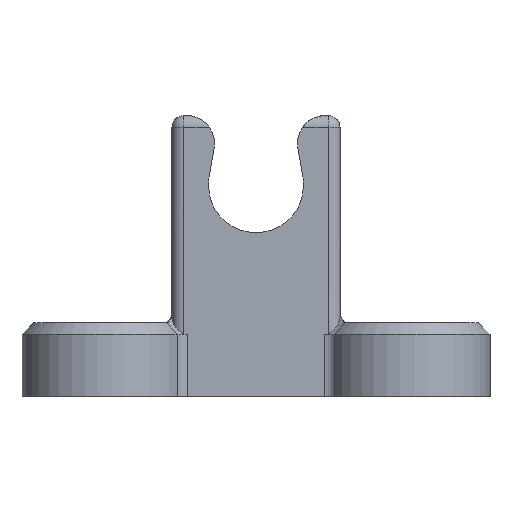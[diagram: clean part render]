
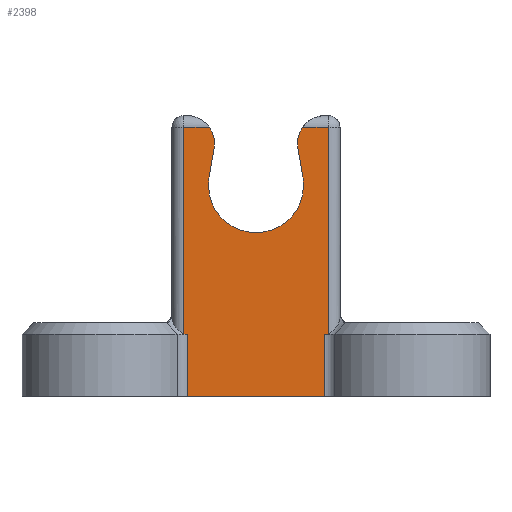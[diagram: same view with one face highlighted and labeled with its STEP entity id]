
A CAD part, left-side view. The second image highlights one B-rep face of the part: STEP entity #2398.
In plain terms, the highlighted planar face has unit normal (-1, 0, 0).
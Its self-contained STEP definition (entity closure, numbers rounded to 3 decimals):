
#23=(
BOUNDED_CURVE()
B_SPLINE_CURVE(2,(#3865,#3866,#3867),.UNSPECIFIED.,.F.,.F.)
B_SPLINE_CURVE_WITH_KNOTS((3,3),(0.245,0.296),
 .UNSPECIFIED.)
CURVE()
GEOMETRIC_REPRESENTATION_ITEM()
RATIONAL_B_SPLINE_CURVE((2.5,2.5,2.436))
REPRESENTATION_ITEM('')
);
#25=(
BOUNDED_CURVE()
B_SPLINE_CURVE(2,(#3972,#3973,#3974),.UNSPECIFIED.,.F.,.F.)
B_SPLINE_CURVE_WITH_KNOTS((3,3),(1.069,1.286),
 .UNSPECIFIED.)
CURVE()
GEOMETRIC_REPRESENTATION_ITEM()
RATIONAL_B_SPLINE_CURVE((9.596,9.85,9.85))
REPRESENTATION_ITEM('')
);
#66=PLANE('',#2626);
#150=LINE('',#3787,#344);
#168=LINE('',#3927,#362);
#173=LINE('',#3994,#367);
#179=LINE('',#4012,#373);
#180=LINE('',#4014,#374);
#181=LINE('',#4018,#375);
#182=LINE('',#4022,#376);
#183=LINE('',#4026,#377);
#184=LINE('',#4030,#378);
#185=LINE('',#4034,#379);
#186=LINE('',#4038,#380);
#187=LINE('',#4039,#381);
#344=VECTOR('',#2940,10.);
#362=VECTOR('',#3040,0.5);
#367=VECTOR('',#3069,0.5);
#373=VECTOR('',#3091,10.);
#374=VECTOR('',#3092,10.);
#375=VECTOR('',#3095,10.);
#376=VECTOR('',#3098,10.);
#377=VECTOR('',#3101,10.);
#378=VECTOR('',#3104,10.);
#379=VECTOR('',#3107,10.);
#380=VECTOR('',#3110,10.);
#381=VECTOR('',#3111,10.);
#598=FACE_OUTER_BOUND('',#743,.T.);
#743=EDGE_LOOP('',(#1867,#1868,#1869,#1870,#1871,#1872,#1873,#1874,#1875,
#1876,#1877,#1878,#1879,#1880,#1881,#1882,#1883,#1884,#1885,#1886));
#913=CIRCLE('',#2627,1.192);
#914=CIRCLE('',#2628,1.95);
#915=CIRCLE('',#2629,2.);
#916=CIRCLE('',#2630,2.);
#917=CIRCLE('',#2631,1.95);
#918=CIRCLE('',#2632,1.192);
#1083=VERTEX_POINT('',#3784);
#1084=VERTEX_POINT('',#3786);
#1104=VERTEX_POINT('',#3864);
#1115=VERTEX_POINT('',#3926);
#1120=VERTEX_POINT('',#3947);
#1122=VERTEX_POINT('',#3970);
#1126=VERTEX_POINT('',#3992);
#1131=VERTEX_POINT('',#4013);
#1132=VERTEX_POINT('',#4015);
#1133=VERTEX_POINT('',#4017);
#1134=VERTEX_POINT('',#4019);
#1135=VERTEX_POINT('',#4021);
#1136=VERTEX_POINT('',#4023);
#1137=VERTEX_POINT('',#4025);
#1138=VERTEX_POINT('',#4027);
#1139=VERTEX_POINT('',#4029);
#1140=VERTEX_POINT('',#4031);
#1141=VERTEX_POINT('',#4033);
#1142=VERTEX_POINT('',#4035);
#1143=VERTEX_POINT('',#4037);
#1329=EDGE_CURVE('',#1083,#1084,#150,.T.);
#1360=EDGE_CURVE('',#1104,#1084,#23,.T.);
#1379=EDGE_CURVE('',#1104,#1115,#168,.T.);
#1390=EDGE_CURVE('',#1120,#1122,#25,.T.);
#1398=EDGE_CURVE('',#1126,#1122,#173,.T.);
#1407=EDGE_CURVE('',#1126,#1115,#179,.F.);
#1408=EDGE_CURVE('',#1131,#1083,#180,.T.);
#1409=EDGE_CURVE('',#1132,#1131,#913,.T.);
#1410=EDGE_CURVE('',#1133,#1132,#181,.T.);
#1411=EDGE_CURVE('',#1134,#1133,#914,.F.);
#1412=EDGE_CURVE('',#1134,#1135,#182,.F.);
#1413=EDGE_CURVE('',#1136,#1135,#915,.F.);
#1414=EDGE_CURVE('',#1136,#1137,#183,.F.);
#1415=EDGE_CURVE('',#1138,#1137,#916,.F.);
#1416=EDGE_CURVE('',#1138,#1139,#184,.F.);
#1417=EDGE_CURVE('',#1140,#1139,#917,.F.);
#1418=EDGE_CURVE('',#1140,#1141,#185,.F.);
#1419=EDGE_CURVE('',#1141,#1142,#918,.F.);
#1420=EDGE_CURVE('',#1143,#1142,#186,.T.);
#1421=EDGE_CURVE('',#1120,#1143,#187,.T.);
#1867=ORIENTED_EDGE('',*,*,#1398,.F.);
#1868=ORIENTED_EDGE('',*,*,#1407,.T.);
#1869=ORIENTED_EDGE('',*,*,#1379,.F.);
#1870=ORIENTED_EDGE('',*,*,#1360,.T.);
#1871=ORIENTED_EDGE('',*,*,#1329,.F.);
#1872=ORIENTED_EDGE('',*,*,#1408,.F.);
#1873=ORIENTED_EDGE('',*,*,#1409,.F.);
#1874=ORIENTED_EDGE('',*,*,#1410,.F.);
#1875=ORIENTED_EDGE('',*,*,#1411,.F.);
#1876=ORIENTED_EDGE('',*,*,#1412,.T.);
#1877=ORIENTED_EDGE('',*,*,#1413,.F.);
#1878=ORIENTED_EDGE('',*,*,#1414,.T.);
#1879=ORIENTED_EDGE('',*,*,#1415,.F.);
#1880=ORIENTED_EDGE('',*,*,#1416,.T.);
#1881=ORIENTED_EDGE('',*,*,#1417,.F.);
#1882=ORIENTED_EDGE('',*,*,#1418,.T.);
#1883=ORIENTED_EDGE('',*,*,#1419,.T.);
#1884=ORIENTED_EDGE('',*,*,#1420,.F.);
#1885=ORIENTED_EDGE('',*,*,#1421,.F.);
#1886=ORIENTED_EDGE('',*,*,#1390,.T.);
#2398=ADVANCED_FACE('',(#598),#66,.T.);
#2626=AXIS2_PLACEMENT_3D('',#4011,#3089,#3090);
#2627=AXIS2_PLACEMENT_3D('',#4016,#3093,#3094);
#2628=AXIS2_PLACEMENT_3D('',#4020,#3096,#3097);
#2629=AXIS2_PLACEMENT_3D('',#4024,#3099,#3100);
#2630=AXIS2_PLACEMENT_3D('',#4028,#3102,#3103);
#2631=AXIS2_PLACEMENT_3D('',#4032,#3105,#3106);
#2632=AXIS2_PLACEMENT_3D('',#4036,#3108,#3109);
#2940=DIRECTION('',(0.,0.,-1.));
#3040=DIRECTION('',(0.,0.,-1.));
#3069=DIRECTION('',(0.,0.,1.));
#3089=DIRECTION('center_axis',(-1.,0.,0.));
#3090=DIRECTION('ref_axis',(0.,-1.,0.));
#3091=DIRECTION('',(0.,1.,0.));
#3092=DIRECTION('',(0.,-1.,0.));
#3093=DIRECTION('center_axis',(1.,0.,0.));
#3094=DIRECTION('ref_axis',(0.,0.985,-0.174));
#3095=DIRECTION('',(0.,0.174,0.985));
#3096=DIRECTION('center_axis',(1.,0.,0.));
#3097=DIRECTION('ref_axis',(0.,-0.707,0.707));
#3098=DIRECTION('',(0.,0.,1.));
#3099=DIRECTION('center_axis',(1.,0.,0.));
#3100=DIRECTION('ref_axis',(0.,-0.707,-0.707));
#3101=DIRECTION('',(0.,-1.,0.));
#3102=DIRECTION('center_axis',(1.,0.,0.));
#3103=DIRECTION('ref_axis',(0.,0.707,-0.707));
#3104=DIRECTION('',(0.,0.,-1.));
#3105=DIRECTION('center_axis',(1.,0.,0.));
#3106=DIRECTION('ref_axis',(0.,0.707,0.707));
#3107=DIRECTION('',(0.,0.174,-0.985));
#3108=DIRECTION('center_axis',(1.,0.,0.));
#3109=DIRECTION('ref_axis',(0.,-0.985,-0.174));
#3110=DIRECTION('',(0.,-1.,0.));
#3111=DIRECTION('',(0.,0.,1.));
#3784=CARTESIAN_POINT('',(-27.3,-65.093,19.28));
#3786=CARTESIAN_POINT('',(-27.3,-65.093,10.456));
#3787=CARTESIAN_POINT('',(-27.3,-65.093,10.78));
#3864=CARTESIAN_POINT('',(-27.3,-64.928,10.43));
#3865=CARTESIAN_POINT('Ctrl Pts',(-27.3,-64.928,10.43));
#3866=CARTESIAN_POINT('Ctrl Pts',(-27.3,-65.008,10.43));
#3867=CARTESIAN_POINT('Ctrl Pts',(-27.3,-65.093,10.456));
#3926=CARTESIAN_POINT('',(-27.3,-64.928,7.78));
#3927=CARTESIAN_POINT('',(-27.3,-64.928,7.78));
#3947=CARTESIAN_POINT('',(-27.3,-58.907,10.456));
#3970=CARTESIAN_POINT('',(-27.3,-59.072,10.43));
#3972=CARTESIAN_POINT('Ctrl Pts',(-27.3,-58.907,10.456));
#3973=CARTESIAN_POINT('Ctrl Pts',(-27.3,-58.992,10.43));
#3974=CARTESIAN_POINT('Ctrl Pts',(-27.3,-59.072,10.43));
#3992=CARTESIAN_POINT('',(-27.3,-59.072,7.78));
#3994=CARTESIAN_POINT('',(-27.3,-59.072,7.78));
#4011=CARTESIAN_POINT('Origin',(-27.3,-55.5,7.78));
#4012=CARTESIAN_POINT('',(-27.3,-25.789,7.78));
#4013=CARTESIAN_POINT('',(-27.3,-63.99,19.28));
#4014=CARTESIAN_POINT('',(-27.3,-58.75,19.28));
#4015=CARTESIAN_POINT('',(-27.3,-63.789,18.384));
#4016=CARTESIAN_POINT('Origin',(-27.3,-64.963,18.591));
#4017=CARTESIAN_POINT('',(-27.3,-63.995,17.219));
#4018=CARTESIAN_POINT('',(-27.3,-64.676,13.371));
#4019=CARTESIAN_POINT('',(-27.3,-64.025,16.88));
#4020=CARTESIAN_POINT('Origin',(-27.3,-62.075,16.88));
#4021=CARTESIAN_POINT('',(-27.3,-64.025,16.78));
#4022=CARTESIAN_POINT('',(-27.3,-64.025,15.28));
#4023=CARTESIAN_POINT('',(-27.3,-62.025,14.78));
#4024=CARTESIAN_POINT('Origin',(-27.3,-62.025,16.78));
#4025=CARTESIAN_POINT('',(-27.3,-61.975,14.78));
#4026=CARTESIAN_POINT('',(-27.3,-58.75,14.78));
#4027=CARTESIAN_POINT('',(-27.3,-59.975,16.78));
#4028=CARTESIAN_POINT('Origin',(-27.3,-61.975,16.78));
#4029=CARTESIAN_POINT('',(-27.3,-59.975,16.88));
#4030=CARTESIAN_POINT('',(-27.3,-59.975,15.28));
#4031=CARTESIAN_POINT('',(-27.3,-60.005,17.219));
#4032=CARTESIAN_POINT('Origin',(-27.3,-61.925,16.88));
#4033=CARTESIAN_POINT('',(-27.3,-60.211,18.384));
#4034=CARTESIAN_POINT('',(-27.3,-59.128,12.257));
#4035=CARTESIAN_POINT('',(-27.3,-60.01,19.28));
#4036=CARTESIAN_POINT('Origin',(-27.3,-59.037,18.591));
#4037=CARTESIAN_POINT('',(-27.3,-58.907,19.28));
#4038=CARTESIAN_POINT('',(-27.3,-58.75,19.28));
#4039=CARTESIAN_POINT('',(-27.3,-58.907,10.78));
